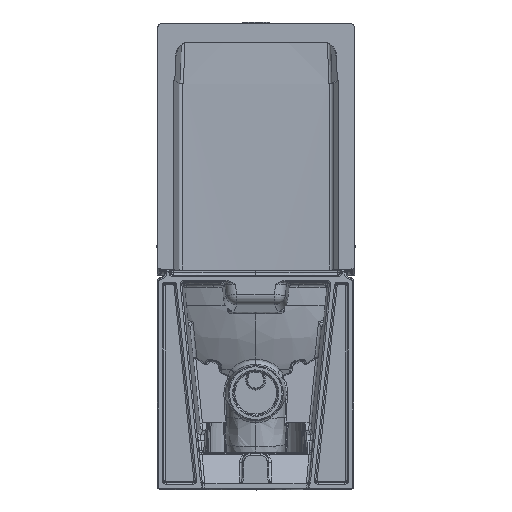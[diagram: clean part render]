
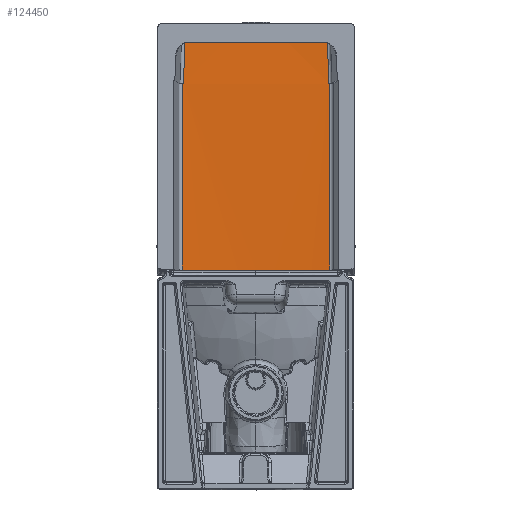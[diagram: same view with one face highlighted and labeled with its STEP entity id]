
A CAD part, left-side view. The second image highlights one B-rep face of the part: STEP entity #124450.
In plain terms, the highlighted cylindrical face has radius 3933.74 mm (diameter 7867.49 mm), a partial arc.
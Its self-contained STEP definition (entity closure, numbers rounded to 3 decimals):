
#124279=CARTESIAN_POINT('',(-124.616,133.896,459.9));
#124280=VERTEX_POINT('',#124279);
#124347=CARTESIAN_POINT('',(-124.504,137.169,366.888));
#124348=VERTEX_POINT('',#124347);
#124349=CARTESIAN_POINT('',(-124.616,133.896,459.9));
#124350=CARTESIAN_POINT('',(-124.594,134.55,441.298));
#124351=CARTESIAN_POINT('',(-124.572,135.205,422.695));
#124352=CARTESIAN_POINT('',(-124.549,135.86,404.093));
#124353=CARTESIAN_POINT('',(-124.526,136.515,385.491));
#124354=CARTESIAN_POINT('',(-124.504,137.169,366.888));
#124355=B_SPLINE_CURVE_WITH_KNOTS('',5,(#124349,#124350,#124351,#124352,#124353,#124354),.UNSPECIFIED.,.F.,.U.,(6,6),(125.872,257.492),.UNSPECIFIED.);
#124356=EDGE_CURVE('',#124348,#124280,#124355,.F.);
#124374=CARTESIAN_POINT('',(3806.847,0.,240.5));
#124375=DIRECTION('',(0.0,0.0,1.0));
#124376=DIRECTION('',(1.0,0.0,0.0));
#124377=AXIS2_PLACEMENT_3D('',#124374,#124375,#124376);
#124378=CYLINDRICAL_SURFACE('',#124377,3933.743);
#124379=CARTESIAN_POINT('',(-124.433,139.189,15.183));
#124380=VERTEX_POINT('',#124379);
#124381=CARTESIAN_POINT('',(-124.433,139.189,366.892));
#124382=VERTEX_POINT('',#124381);
#124383=CARTESIAN_POINT('',(-124.433,139.189,15.183));
#124384=DIRECTION('',(0.0,0.0,1.0));
#124385=VECTOR('',#124384,351.709);
#124386=LINE('',#124383,#124385);
#124387=EDGE_CURVE('',#124380,#124382,#124386,.T.);
#124388=ORIENTED_EDGE('',*,*,#124387,.T.);
#124389=CARTESIAN_POINT('',(3796.083,0.,572.355));
#124390=DIRECTION('',(-0.052,0.,0.999));
#124391=DIRECTION('',(-0.998,0.035,-0.052));
#124392=AXIS2_PLACEMENT_3D('',#124389,#124390,#124391);
#124393=CIRCLE('',#124392,3928.363);
#124394=EDGE_CURVE('',#124382,#124348,#124393,.T.);
#124395=ORIENTED_EDGE('',*,*,#124394,.T.);
#124396=ORIENTED_EDGE('',*,*,#124356,.T.);
#124397=CARTESIAN_POINT('',(-124.616,-133.896,459.9));
#124398=VERTEX_POINT('',#124397);
#124399=CARTESIAN_POINT('',(3806.847,0.,459.9));
#124400=DIRECTION('',(0.0,0.0,1.0));
#124401=DIRECTION('',(1.0,0.0,0.0));
#124402=AXIS2_PLACEMENT_3D('',#124399,#124400,#124401);
#124403=CIRCLE('',#124402,3933.743);
#124404=EDGE_CURVE('',#124398,#124280,#124403,.F.);
#124405=ORIENTED_EDGE('',*,*,#124404,.F.);
#124406=CARTESIAN_POINT('',(-124.504,-137.169,366.888));
#124407=VERTEX_POINT('',#124406);
#124408=CARTESIAN_POINT('',(-124.616,-133.896,459.9));
#124409=CARTESIAN_POINT('',(-124.579,-134.987,428.896));
#124410=CARTESIAN_POINT('',(-124.542,-136.078,397.892));
#124411=CARTESIAN_POINT('',(-124.504,-137.169,366.888));
#124412=B_SPLINE_CURVE_WITH_KNOTS('',3,(#124408,#124409,#124410,#124411),.UNSPECIFIED.,.F.,.U.,(4,4),(125.872,257.492),.UNSPECIFIED.);
#124413=EDGE_CURVE('',#124407,#124398,#124412,.F.);
#124414=ORIENTED_EDGE('',*,*,#124413,.F.);
#124415=CARTESIAN_POINT('',(-124.433,-139.189,366.892));
#124416=VERTEX_POINT('',#124415);
#124417=CARTESIAN_POINT('',(3796.083,0.,572.355));
#124418=DIRECTION('',(0.052,0.,-0.999));
#124419=DIRECTION('',(-0.998,-0.035,-0.052));
#124420=AXIS2_PLACEMENT_3D('',#124417,#124418,#124419);
#124421=CIRCLE('',#124420,3928.363);
#124422=EDGE_CURVE('',#124416,#124407,#124421,.T.);
#124423=ORIENTED_EDGE('',*,*,#124422,.F.);
#124424=CARTESIAN_POINT('',(-124.433,-139.189,15.183));
#124425=VERTEX_POINT('',#124424);
#124426=CARTESIAN_POINT('',(-124.433,-139.189,15.183));
#124427=DIRECTION('',(0.0,0.0,1.0));
#124428=VECTOR('',#124427,351.709);
#124429=LINE('',#124426,#124428);
#124430=EDGE_CURVE('',#124425,#124416,#124429,.T.);
#124431=ORIENTED_EDGE('',*,*,#124430,.F.);
#124432=CARTESIAN_POINT('',(-126.896,0.,15.157));
#124433=VERTEX_POINT('',#124432);
#124434=CARTESIAN_POINT('',(3806.847,0.,56.353));
#124435=DIRECTION('',(0.01,0.,-1.));
#124436=DIRECTION('',(1.,0.0,0.01));
#124437=AXIS2_PLACEMENT_3D('',#124434,#124435,#124436);
#124438=ELLIPSE('',#124437,3933.959,3933.743);
#124439=EDGE_CURVE('',#124425,#124433,#124438,.T.);
#124440=ORIENTED_EDGE('',*,*,#124439,.T.);
#124441=CARTESIAN_POINT('',(3806.847,0.,56.353));
#124442=DIRECTION('',(-0.01,0.,1.));
#124443=DIRECTION('',(1.,0.0,0.01));
#124444=AXIS2_PLACEMENT_3D('',#124441,#124442,#124443);
#124445=ELLIPSE('',#124444,3933.959,3933.743);
#124446=EDGE_CURVE('',#124380,#124433,#124445,.T.);
#124447=ORIENTED_EDGE('',*,*,#124446,.F.);
#124448=EDGE_LOOP('',(#124388,#124395,#124396,#124405,#124414,#124423,#124431,#124440,#124447));
#124449=FACE_OUTER_BOUND('',#124448,.T.);
#124450=ADVANCED_FACE('',(#124449),#124378,.F.);
